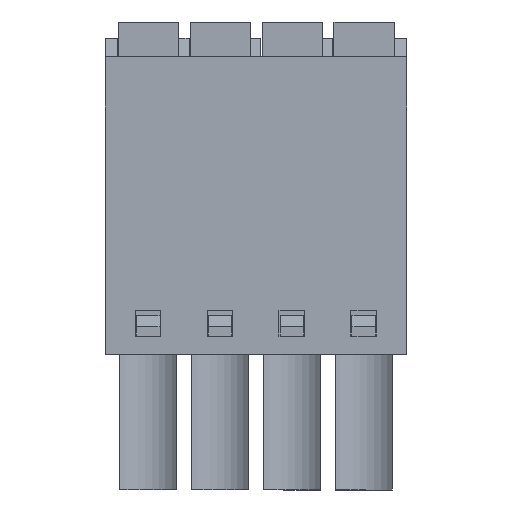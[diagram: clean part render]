
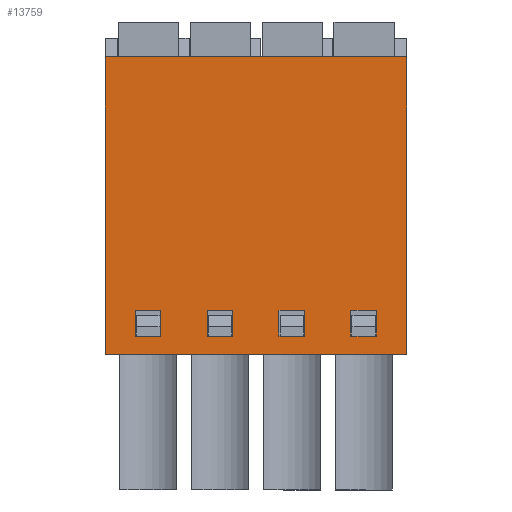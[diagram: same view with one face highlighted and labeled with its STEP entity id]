
A CAD part, front view. The second image highlights one B-rep face of the part: STEP entity #13759.
In plain terms, the highlighted planar face has unit normal (0, -1, 0).
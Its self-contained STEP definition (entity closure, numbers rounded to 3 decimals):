
#1421=ORIENTED_EDGE('',*,*,#4855,.F.);
#1422=ORIENTED_EDGE('',*,*,#5288,.F.);
#1423=ORIENTED_EDGE('',*,*,#5289,.F.);
#1424=ORIENTED_EDGE('',*,*,#5290,.F.);
#1425=ORIENTED_EDGE('',*,*,#5031,.F.);
#1426=ORIENTED_EDGE('',*,*,#5291,.F.);
#1427=ORIENTED_EDGE('',*,*,#5292,.F.);
#1428=ORIENTED_EDGE('',*,*,#5293,.F.);
#1429=ORIENTED_EDGE('',*,*,#5155,.F.);
#1430=ORIENTED_EDGE('',*,*,#5294,.F.);
#1431=ORIENTED_EDGE('',*,*,#5295,.F.);
#1432=ORIENTED_EDGE('',*,*,#5296,.F.);
#1433=ORIENTED_EDGE('',*,*,#5279,.F.);
#1434=ORIENTED_EDGE('',*,*,#5297,.F.);
#1435=ORIENTED_EDGE('',*,*,#5298,.F.);
#1436=ORIENTED_EDGE('',*,*,#5299,.F.);
#1437=ORIENTED_EDGE('',*,*,#5300,.T.);
#1438=ORIENTED_EDGE('',*,*,#4817,.F.);
#1439=ORIENTED_EDGE('',*,*,#5301,.F.);
#1440=ORIENTED_EDGE('',*,*,#4676,.T.);
#4676=EDGE_CURVE('',#6698,#6697,#8060,.T.);
#4817=EDGE_CURVE('',#6818,#6819,#8195,.T.);
#4855=EDGE_CURVE('',#6849,#6850,#8233,.T.);
#5031=EDGE_CURVE('',#6981,#6982,#8389,.T.);
#5155=EDGE_CURVE('',#7066,#7067,#8492,.T.);
#5279=EDGE_CURVE('',#7151,#7152,#8595,.T.);
#5288=EDGE_CURVE('',#7157,#6849,#8602,.T.);
#5289=EDGE_CURVE('',#7158,#7157,#8603,.T.);
#5290=EDGE_CURVE('',#6850,#7158,#8604,.T.);
#5291=EDGE_CURVE('',#7159,#6981,#8605,.T.);
#5292=EDGE_CURVE('',#7160,#7159,#8606,.T.);
#5293=EDGE_CURVE('',#6982,#7160,#8607,.T.);
#5294=EDGE_CURVE('',#7161,#7066,#8608,.T.);
#5295=EDGE_CURVE('',#7162,#7161,#8609,.T.);
#5296=EDGE_CURVE('',#7067,#7162,#8610,.T.);
#5297=EDGE_CURVE('',#7163,#7151,#8611,.T.);
#5298=EDGE_CURVE('',#7164,#7163,#8612,.T.);
#5299=EDGE_CURVE('',#7152,#7164,#8613,.T.);
#5300=EDGE_CURVE('',#6697,#6819,#8614,.T.);
#5301=EDGE_CURVE('',#6698,#6818,#8615,.T.);
#6697=VERTEX_POINT('',#19327);
#6698=VERTEX_POINT('',#19329);
#6818=VERTEX_POINT('',#19603);
#6819=VERTEX_POINT('',#19605);
#6849=VERTEX_POINT('',#19674);
#6850=VERTEX_POINT('',#19676);
#6981=VERTEX_POINT('',#20065);
#6982=VERTEX_POINT('',#20067);
#7066=VERTEX_POINT('',#20356);
#7067=VERTEX_POINT('',#20358);
#7151=VERTEX_POINT('',#20647);
#7152=VERTEX_POINT('',#20649);
#7157=VERTEX_POINT('',#20666);
#7158=VERTEX_POINT('',#20668);
#7159=VERTEX_POINT('',#20671);
#7160=VERTEX_POINT('',#20673);
#7161=VERTEX_POINT('',#20676);
#7162=VERTEX_POINT('',#20678);
#7163=VERTEX_POINT('',#20681);
#7164=VERTEX_POINT('',#20683);
#8060=LINE('',#19328,#9835);
#8195=LINE('',#19604,#9970);
#8233=LINE('',#19675,#10008);
#8389=LINE('',#20066,#10164);
#8492=LINE('',#20357,#10267);
#8595=LINE('',#20648,#10370);
#8602=LINE('',#20665,#10377);
#8603=LINE('',#20667,#10378);
#8604=LINE('',#20669,#10379);
#8605=LINE('',#20670,#10380);
#8606=LINE('',#20672,#10381);
#8607=LINE('',#20674,#10382);
#8608=LINE('',#20675,#10383);
#8609=LINE('',#20677,#10384);
#8610=LINE('',#20679,#10385);
#8611=LINE('',#20680,#10386);
#8612=LINE('',#20682,#10387);
#8613=LINE('',#20684,#10388);
#8614=LINE('',#20685,#10389);
#8615=LINE('',#20686,#10390);
#9835=VECTOR('',#15517,1000.);
#9970=VECTOR('',#15692,1000.);
#10008=VECTOR('',#15734,1000.);
#10164=VECTOR('',#15998,1000.);
#10267=VECTOR('',#16209,1000.);
#10370=VECTOR('',#16420,1000.);
#10377=VECTOR('',#16437,1000.);
#10378=VECTOR('',#16438,1000.);
#10379=VECTOR('',#16439,1000.);
#10380=VECTOR('',#16440,1000.);
#10381=VECTOR('',#16441,1000.);
#10382=VECTOR('',#16442,1000.);
#10383=VECTOR('',#16443,1000.);
#10384=VECTOR('',#16444,1000.);
#10385=VECTOR('',#16445,1000.);
#10386=VECTOR('',#16446,1000.);
#10387=VECTOR('',#16447,1000.);
#10388=VECTOR('',#16448,1000.);
#10389=VECTOR('',#16449,1000.);
#10390=VECTOR('',#16450,1000.);
#11681=EDGE_LOOP('',(#1421,#1422,#1423,#1424));
#11682=EDGE_LOOP('',(#1425,#1426,#1427,#1428));
#11683=EDGE_LOOP('',(#1429,#1430,#1431,#1432));
#11684=EDGE_LOOP('',(#1433,#1434,#1435,#1436));
#11685=EDGE_LOOP('',(#1437,#1438,#1439,#1440));
#12432=FACE_BOUND('',#11681,.T.);
#12433=FACE_BOUND('',#11682,.T.);
#12434=FACE_BOUND('',#11683,.T.);
#12435=FACE_BOUND('',#11684,.T.);
#12436=FACE_BOUND('',#11685,.T.);
#13159=PLANE('',#14592);
#13759=ADVANCED_FACE('',(#12432,#12433,#12434,#12435,#12436),#13159,.F.);
#14592=AXIS2_PLACEMENT_3D('',#20664,#16435,#16436);
#15517=DIRECTION('',(-1.,0.,0.));
#15692=DIRECTION('',(-1.,0.,0.));
#15734=DIRECTION('',(1.,0.,0.));
#15998=DIRECTION('',(1.,0.,0.));
#16209=DIRECTION('',(1.,0.,0.));
#16420=DIRECTION('',(1.,0.,0.));
#16435=DIRECTION('',(0.,1.,0.));
#16436=DIRECTION('',(0.,0.,1.));
#16437=DIRECTION('',(0.,0.,-1.));
#16438=DIRECTION('',(-1.,0.,0.));
#16439=DIRECTION('',(0.,0.,1.));
#16440=DIRECTION('',(0.,0.,-1.));
#16441=DIRECTION('',(-1.,0.,0.));
#16442=DIRECTION('',(0.,0.,1.));
#16443=DIRECTION('',(0.,0.,-1.));
#16444=DIRECTION('',(-1.,0.,0.));
#16445=DIRECTION('',(0.,0.,1.));
#16446=DIRECTION('',(0.,0.,-1.));
#16447=DIRECTION('',(-1.,0.,0.));
#16448=DIRECTION('',(0.,0.,1.));
#16449=DIRECTION('',(0.,0.,-1.));
#16450=DIRECTION('',(0.,0.,-1.));
#19327=CARTESIAN_POINT('',(-7.35,-3.9,7.25));
#19328=CARTESIAN_POINT('',(7.35,-3.9,7.25));
#19329=CARTESIAN_POINT('',(7.35,-3.9,7.25));
#19603=CARTESIAN_POINT('',(7.35,-3.9,-7.25));
#19604=CARTESIAN_POINT('',(7.35,-3.9,-7.25));
#19605=CARTESIAN_POINT('',(-7.35,-3.9,-7.25));
#19674=CARTESIAN_POINT('',(-5.88,-3.9,-6.35));
#19675=CARTESIAN_POINT('',(-5.88,-3.9,-6.35));
#19676=CARTESIAN_POINT('',(-4.63,-3.9,-6.35));
#20065=CARTESIAN_POINT('',(-2.38,-3.9,-6.35));
#20066=CARTESIAN_POINT('',(-2.38,-3.9,-6.35));
#20067=CARTESIAN_POINT('',(-1.13,-3.9,-6.35));
#20356=CARTESIAN_POINT('',(1.12,-3.9,-6.35));
#20357=CARTESIAN_POINT('',(1.12,-3.9,-6.35));
#20358=CARTESIAN_POINT('',(2.37,-3.9,-6.35));
#20647=CARTESIAN_POINT('',(4.62,-3.9,-6.35));
#20648=CARTESIAN_POINT('',(4.62,-3.9,-6.35));
#20649=CARTESIAN_POINT('',(5.87,-3.9,-6.35));
#20664=CARTESIAN_POINT('',(7.35,-3.9,7.25));
#20665=CARTESIAN_POINT('',(-5.88,-3.9,-5.1));
#20666=CARTESIAN_POINT('',(-5.88,-3.9,-5.1));
#20667=CARTESIAN_POINT('',(-4.63,-3.9,-5.1));
#20668=CARTESIAN_POINT('',(-4.63,-3.9,-5.1));
#20669=CARTESIAN_POINT('',(-4.63,-3.9,-6.35));
#20670=CARTESIAN_POINT('',(-2.38,-3.9,-5.1));
#20671=CARTESIAN_POINT('',(-2.38,-3.9,-5.1));
#20672=CARTESIAN_POINT('',(-1.13,-3.9,-5.1));
#20673=CARTESIAN_POINT('',(-1.13,-3.9,-5.1));
#20674=CARTESIAN_POINT('',(-1.13,-3.9,-6.35));
#20675=CARTESIAN_POINT('',(1.12,-3.9,-5.1));
#20676=CARTESIAN_POINT('',(1.12,-3.9,-5.1));
#20677=CARTESIAN_POINT('',(2.37,-3.9,-5.1));
#20678=CARTESIAN_POINT('',(2.37,-3.9,-5.1));
#20679=CARTESIAN_POINT('',(2.37,-3.9,-6.35));
#20680=CARTESIAN_POINT('',(4.62,-3.9,-5.1));
#20681=CARTESIAN_POINT('',(4.62,-3.9,-5.1));
#20682=CARTESIAN_POINT('',(5.87,-3.9,-5.1));
#20683=CARTESIAN_POINT('',(5.87,-3.9,-5.1));
#20684=CARTESIAN_POINT('',(5.87,-3.9,-6.35));
#20685=CARTESIAN_POINT('',(-7.35,-3.9,7.25));
#20686=CARTESIAN_POINT('',(7.35,-3.9,7.25));
